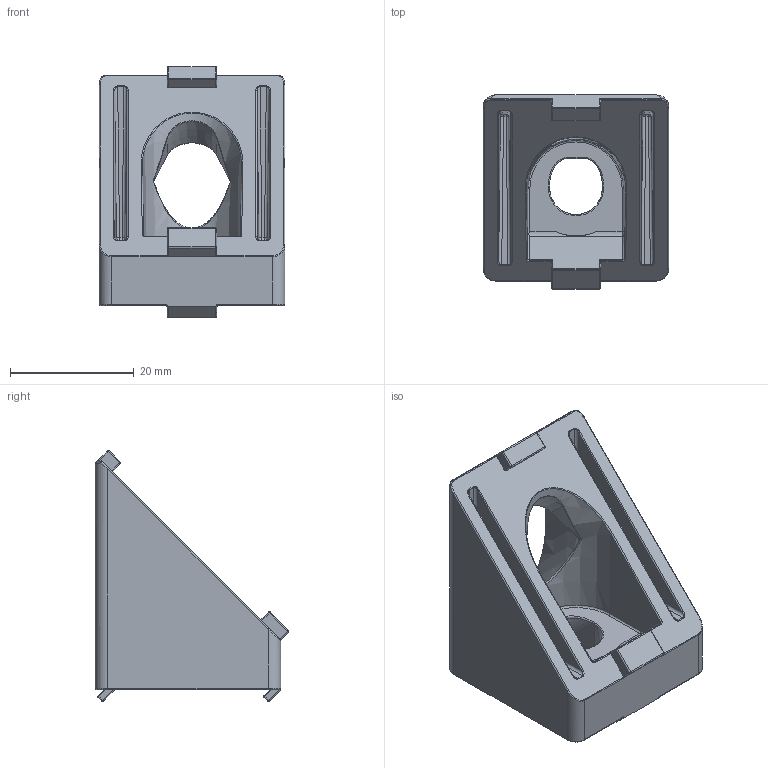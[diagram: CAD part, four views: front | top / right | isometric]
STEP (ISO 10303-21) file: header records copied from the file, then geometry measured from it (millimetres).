
FILE_DESCRIPTION (( 'STEP AP203' ), '1' );
FILE_NAME ('151187.step', '2021-06-03T16:33:14', ( '' ), ( '' ), 'SwSTEP 2.0', 'SolidWorks 2021', '' );
FILE_SCHEMA (( 'CONFIG_CONTROL_DESIGN' ));
Length unit declared in the file: millimetre
Products named in the file (1): 151187
Bounding box: 30 x 31.31 x 40.54 mm (x, y, z)
Volume: 12618.8 mm3; surface area: 7418.3 mm2
Topology: 1 solids, 1 shells, 284 faces, 667 edges, 374 vertices
Faces by surface type: cylinder 121, bspline 55, plane 55, sphere 36, torus 12, cone 5
Entity records: 10147 total; most frequent: CARTESIAN_POINT 4176, ORIENTED_EDGE 1294, DIRECTION 1190, EDGE_CURVE 647, AXIS2_PLACEMENT_3D 466, VERTEX_POINT 370, EDGE_LOOP 293, FACE_OUTER_BOUND 284
